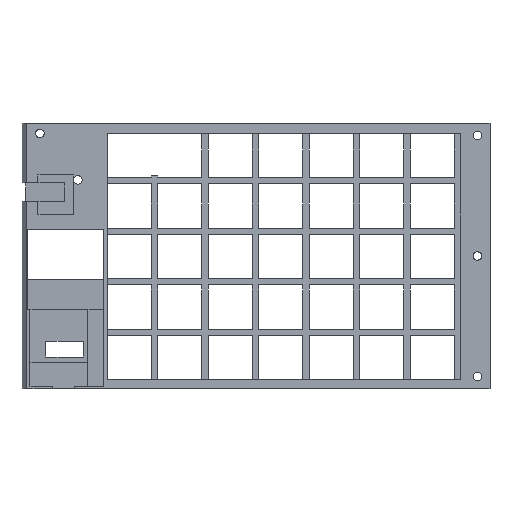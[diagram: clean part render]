
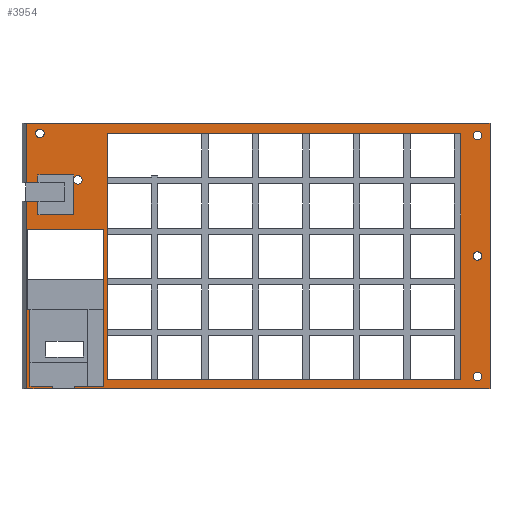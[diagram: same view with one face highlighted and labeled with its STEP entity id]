
A CAD part, front view. The second image highlights one B-rep face of the part: STEP entity #3954.
In plain terms, the highlighted planar face has unit normal (0, -1, 0).
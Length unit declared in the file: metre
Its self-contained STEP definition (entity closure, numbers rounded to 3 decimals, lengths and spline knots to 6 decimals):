
#22=CIRCLE('',#4151,0.0016);
#23=CIRCLE('',#4152,0.0016);
#24=CIRCLE('',#4153,0.0016);
#25=CIRCLE('',#4154,0.0016);
#26=CIRCLE('',#4155,0.0016);
#38=ORIENTED_EDGE('',*,*,#1188,.T.);
#39=ORIENTED_EDGE('',*,*,#1189,.T.);
#40=ORIENTED_EDGE('',*,*,#1190,.F.);
#41=ORIENTED_EDGE('',*,*,#1191,.F.);
#42=ORIENTED_EDGE('',*,*,#1192,.T.);
#43=ORIENTED_EDGE('',*,*,#1193,.T.);
#44=ORIENTED_EDGE('',*,*,#1194,.T.);
#45=ORIENTED_EDGE('',*,*,#1195,.T.);
#46=ORIENTED_EDGE('',*,*,#1196,.F.);
#47=ORIENTED_EDGE('',*,*,#1197,.T.);
#48=ORIENTED_EDGE('',*,*,#1198,.F.);
#49=ORIENTED_EDGE('',*,*,#1199,.T.);
#50=ORIENTED_EDGE('',*,*,#1200,.F.);
#51=ORIENTED_EDGE('',*,*,#1201,.F.);
#52=ORIENTED_EDGE('',*,*,#1202,.F.);
#53=ORIENTED_EDGE('',*,*,#1203,.T.);
#54=ORIENTED_EDGE('',*,*,#1204,.F.);
#55=ORIENTED_EDGE('',*,*,#1205,.F.);
#56=ORIENTED_EDGE('',*,*,#1206,.F.);
#57=ORIENTED_EDGE('',*,*,#1207,.F.);
#58=ORIENTED_EDGE('',*,*,#1208,.T.);
#59=ORIENTED_EDGE('',*,*,#1209,.T.);
#60=ORIENTED_EDGE('',*,*,#1210,.F.);
#61=ORIENTED_EDGE('',*,*,#1211,.T.);
#62=ORIENTED_EDGE('',*,*,#1212,.F.);
#63=ORIENTED_EDGE('',*,*,#1213,.T.);
#64=ORIENTED_EDGE('',*,*,#1214,.F.);
#65=ORIENTED_EDGE('',*,*,#1215,.T.);
#66=ORIENTED_EDGE('',*,*,#1216,.F.);
#67=ORIENTED_EDGE('',*,*,#1217,.F.);
#68=ORIENTED_EDGE('',*,*,#1218,.F.);
#69=ORIENTED_EDGE('',*,*,#1219,.F.);
#1188=EDGE_CURVE('',#1763,#1764,#2149,.T.);
#1189=EDGE_CURVE('',#1764,#1765,#2150,.T.);
#1190=EDGE_CURVE('',#1766,#1765,#2151,.T.);
#1191=EDGE_CURVE('',#1763,#1766,#2152,.T.);
#1192=EDGE_CURVE('',#1767,#1767,#22,.T.);
#1193=EDGE_CURVE('',#1768,#1768,#23,.T.);
#1194=EDGE_CURVE('',#1769,#1769,#24,.T.);
#1195=EDGE_CURVE('',#1770,#1770,#25,.T.);
#1196=EDGE_CURVE('',#1771,#1772,#2153,.T.);
#1197=EDGE_CURVE('',#1771,#1773,#2154,.T.);
#1198=EDGE_CURVE('',#1774,#1773,#2155,.T.);
#1199=EDGE_CURVE('',#1774,#1775,#2156,.T.);
#1200=EDGE_CURVE('',#1776,#1775,#2157,.T.);
#1201=EDGE_CURVE('',#1777,#1776,#2158,.T.);
#1202=EDGE_CURVE('',#1778,#1777,#2159,.T.);
#1203=EDGE_CURVE('',#1778,#1779,#2160,.T.);
#1204=EDGE_CURVE('',#1780,#1779,#2161,.T.);
#1205=EDGE_CURVE('',#1781,#1780,#2162,.T.);
#1206=EDGE_CURVE('',#1782,#1781,#2163,.T.);
#1207=EDGE_CURVE('',#1783,#1782,#2164,.T.);
#1208=EDGE_CURVE('',#1783,#1784,#2165,.T.);
#1209=EDGE_CURVE('',#1784,#1785,#2166,.T.);
#1210=EDGE_CURVE('',#1786,#1785,#2167,.T.);
#1211=EDGE_CURVE('',#1786,#1787,#2168,.T.);
#1212=EDGE_CURVE('',#1788,#1787,#2169,.T.);
#1213=EDGE_CURVE('',#1788,#1789,#2170,.T.);
#1214=EDGE_CURVE('',#1790,#1789,#2171,.T.);
#1215=EDGE_CURVE('',#1790,#1791,#26,.T.);
#1216=EDGE_CURVE('',#1792,#1791,#2172,.T.);
#1217=EDGE_CURVE('',#1793,#1792,#2173,.T.);
#1218=EDGE_CURVE('',#1794,#1793,#2174,.T.);
#1219=EDGE_CURVE('',#1772,#1794,#2175,.T.);
#1763=VERTEX_POINT('',#5311);
#1764=VERTEX_POINT('',#5312);
#1765=VERTEX_POINT('',#5314);
#1766=VERTEX_POINT('',#5316);
#1767=VERTEX_POINT('',#5319);
#1768=VERTEX_POINT('',#5321);
#1769=VERTEX_POINT('',#5323);
#1770=VERTEX_POINT('',#5325);
#1771=VERTEX_POINT('',#5327);
#1772=VERTEX_POINT('',#5328);
#1773=VERTEX_POINT('',#5330);
#1774=VERTEX_POINT('',#5332);
#1775=VERTEX_POINT('',#5334);
#1776=VERTEX_POINT('',#5336);
#1777=VERTEX_POINT('',#5338);
#1778=VERTEX_POINT('',#5340);
#1779=VERTEX_POINT('',#5342);
#1780=VERTEX_POINT('',#5344);
#1781=VERTEX_POINT('',#5346);
#1782=VERTEX_POINT('',#5348);
#1783=VERTEX_POINT('',#5350);
#1784=VERTEX_POINT('',#5352);
#1785=VERTEX_POINT('',#5354);
#1786=VERTEX_POINT('',#5356);
#1787=VERTEX_POINT('',#5358);
#1788=VERTEX_POINT('',#5360);
#1789=VERTEX_POINT('',#5362);
#1790=VERTEX_POINT('',#5364);
#1791=VERTEX_POINT('',#5366);
#1792=VERTEX_POINT('',#5368);
#1793=VERTEX_POINT('',#5370);
#1794=VERTEX_POINT('',#5372);
#2149=LINE('',#5310,#2708);
#2150=LINE('',#5313,#2709);
#2151=LINE('',#5315,#2710);
#2152=LINE('',#5317,#2711);
#2153=LINE('',#5326,#2712);
#2154=LINE('',#5329,#2713);
#2155=LINE('',#5331,#2714);
#2156=LINE('',#5333,#2715);
#2157=LINE('',#5335,#2716);
#2158=LINE('',#5337,#2717);
#2159=LINE('',#5339,#2718);
#2160=LINE('',#5341,#2719);
#2161=LINE('',#5343,#2720);
#2162=LINE('',#5345,#2721);
#2163=LINE('',#5347,#2722);
#2164=LINE('',#5349,#2723);
#2165=LINE('',#5351,#2724);
#2166=LINE('',#5353,#2725);
#2167=LINE('',#5355,#2726);
#2168=LINE('',#5357,#2727);
#2169=LINE('',#5359,#2728);
#2170=LINE('',#5361,#2729);
#2171=LINE('',#5363,#2730);
#2172=LINE('',#5367,#2731);
#2173=LINE('',#5369,#2732);
#2174=LINE('',#5371,#2733);
#2175=LINE('',#5373,#2734);
#2708=VECTOR('',#4353,1.);
#2709=VECTOR('',#4354,1.);
#2710=VECTOR('',#4355,1.);
#2711=VECTOR('',#4356,1.);
#2712=VECTOR('',#4365,1.);
#2713=VECTOR('',#4366,1.);
#2714=VECTOR('',#4367,1.);
#2715=VECTOR('',#4368,1.);
#2716=VECTOR('',#4369,1.);
#2717=VECTOR('',#4370,1.);
#2718=VECTOR('',#4371,1.);
#2719=VECTOR('',#4372,1.);
#2720=VECTOR('',#4373,1.);
#2721=VECTOR('',#4374,1.);
#2722=VECTOR('',#4375,1.);
#2723=VECTOR('',#4376,1.);
#2724=VECTOR('',#4377,1.);
#2725=VECTOR('',#4378,1.);
#2726=VECTOR('',#4379,1.);
#2727=VECTOR('',#4380,1.);
#2728=VECTOR('',#4381,1.);
#2729=VECTOR('',#4382,1.);
#2730=VECTOR('',#4383,1.);
#2731=VECTOR('',#4386,1.);
#2732=VECTOR('',#4387,1.);
#2733=VECTOR('',#4388,1.);
#2734=VECTOR('',#4389,1.);
#3267=EDGE_LOOP('',(#38,#39,#40,#41));
#3268=EDGE_LOOP('',(#42));
#3269=EDGE_LOOP('',(#43));
#3270=EDGE_LOOP('',(#44));
#3271=EDGE_LOOP('',(#45));
#3272=EDGE_LOOP('',(#46,#47,#48,#49,#50,#51,#52,#53,#54,#55,#56,#57,#58,
#59,#60,#61,#62,#63,#64,#65,#66,#67,#68,#69));
#3524=FACE_BOUND('',#3267,.T.);
#3525=FACE_BOUND('',#3268,.T.);
#3526=FACE_BOUND('',#3269,.T.);
#3527=FACE_BOUND('',#3270,.T.);
#3528=FACE_BOUND('',#3271,.T.);
#3529=FACE_BOUND('',#3272,.T.);
#3781=PLANE('',#4150);
#3954=ADVANCED_FACE('',(#3524,#3525,#3526,#3527,#3528,#3529),#3781,.F.);
#4150=AXIS2_PLACEMENT_3D('',#5309,#4351,#4352);
#4151=AXIS2_PLACEMENT_3D('',#5318,#4357,#4358);
#4152=AXIS2_PLACEMENT_3D('',#5320,#4359,#4360);
#4153=AXIS2_PLACEMENT_3D('',#5322,#4361,#4362);
#4154=AXIS2_PLACEMENT_3D('',#5324,#4363,#4364);
#4155=AXIS2_PLACEMENT_3D('',#5365,#4384,#4385);
#4351=DIRECTION('',(0.,1.,0.));
#4352=DIRECTION('',(1.,0.,0.));
#4353=DIRECTION('',(1.,0.,0.));
#4354=DIRECTION('',(0.,0.,-1.));
#4355=DIRECTION('',(1.,0.,0.));
#4356=DIRECTION('',(0.,0.,-1.));
#4357=DIRECTION('',(0.,1.,0.));
#4358=DIRECTION('',(1.,0.,0.));
#4359=DIRECTION('',(0.,1.,0.));
#4360=DIRECTION('',(1.,0.,0.));
#4361=DIRECTION('',(0.,1.,0.));
#4362=DIRECTION('',(1.,0.,0.));
#4363=DIRECTION('',(0.,1.,0.));
#4364=DIRECTION('',(1.,0.,0.));
#4365=DIRECTION('',(0.,0.,1.));
#4366=DIRECTION('',(1.,0.,0.));
#4367=DIRECTION('',(0.,0.,-1.));
#4368=DIRECTION('',(-1.,0.,0.));
#4369=DIRECTION('',(0.,0.,-1.));
#4370=DIRECTION('',(1.,0.,0.));
#4371=DIRECTION('',(0.,0.,-1.));
#4372=DIRECTION('',(1.,0.,0.));
#4373=DIRECTION('',(0.,0.,1.));
#4374=DIRECTION('',(1.,0.,0.));
#4375=DIRECTION('',(0.,0.,1.));
#4376=DIRECTION('',(-1.,0.,0.));
#4377=DIRECTION('',(0.,0.,1.));
#4378=DIRECTION('',(-1.,0.,0.));
#4379=DIRECTION('',(0.,0.,1.));
#4380=DIRECTION('',(1.,0.,0.));
#4381=DIRECTION('',(0.,0.,-1.));
#4382=DIRECTION('',(1.,0.,0.));
#4383=DIRECTION('',(0.,0.,1.));
#4384=DIRECTION('',(0.,1.,0.));
#4385=DIRECTION('',(1.,0.,0.));
#4386=DIRECTION('',(0.,0.,1.));
#4387=DIRECTION('',(1.,0.,0.));
#4388=DIRECTION('',(0.,0.,-1.));
#4389=DIRECTION('',(1.,0.,0.));
#5309=CARTESIAN_POINT('',(0.,0.,0.));
#5310=CARTESIAN_POINT('',(0.009,0.,0.046));
#5311=CARTESIAN_POINT('',(-0.057,0.,0.046));
#5312=CARTESIAN_POINT('',(0.076,0.,0.046));
#5313=CARTESIAN_POINT('',(0.076,0.,0.00025));
#5314=CARTESIAN_POINT('',(0.076,0.,-0.0465));
#5315=CARTESIAN_POINT('',(0.009,0.,-0.0465));
#5316=CARTESIAN_POINT('',(-0.057,0.,-0.0465));
#5317=CARTESIAN_POINT('',(-0.057,0.,0.00025));
#5318=CARTESIAN_POINT('',(0.08225,0.,-0.04525));
#5319=CARTESIAN_POINT('',(0.08385,0.,-0.04525));
#5320=CARTESIAN_POINT('',(0.08225,0.,0.));
#5321=CARTESIAN_POINT('',(0.08385,0.,0.));
#5322=CARTESIAN_POINT('',(0.08225,0.,0.04525));
#5323=CARTESIAN_POINT('',(0.08385,0.,0.04525));
#5324=CARTESIAN_POINT('',(-0.0823,0.,0.0461));
#5325=CARTESIAN_POINT('',(-0.0807,0.,0.0461));
#5326=CARTESIAN_POINT('',(-0.0872,0.,-0.01475));
#5327=CARTESIAN_POINT('',(-0.0872,0.,-0.05));
#5328=CARTESIAN_POINT('',(-0.0872,0.,0.0205));
#5329=CARTESIAN_POINT('',(-0.087,0.,-0.05));
#5330=CARTESIAN_POINT('',(-0.0775,0.,-0.05));
#5331=CARTESIAN_POINT('',(-0.0775,0.,-0.035));
#5332=CARTESIAN_POINT('',(-0.0775,0.,-0.049));
#5333=CARTESIAN_POINT('',(-0.0775,0.,-0.049));
#5334=CARTESIAN_POINT('',(-0.086,0.,-0.049));
#5335=CARTESIAN_POINT('',(-0.086,0.,-0.035));
#5336=CARTESIAN_POINT('',(-0.086,0.,-0.02));
#5337=CARTESIAN_POINT('',(-0.087,0.,-0.02));
#5338=CARTESIAN_POINT('',(-0.087,0.,-0.02));
#5339=CARTESIAN_POINT('',(-0.087,0.,-0.035));
#5340=CARTESIAN_POINT('',(-0.087,0.,0.01));
#5341=CARTESIAN_POINT('',(-0.072,0.,0.01));
#5342=CARTESIAN_POINT('',(-0.0582,0.,0.01));
#5343=CARTESIAN_POINT('',(-0.0582,0.,-0.05));
#5344=CARTESIAN_POINT('',(-0.0582,0.,-0.049));
#5345=CARTESIAN_POINT('',(-0.0642,0.,-0.049));
#5346=CARTESIAN_POINT('',(-0.0692,0.,-0.049));
#5347=CARTESIAN_POINT('',(-0.0692,0.,-0.05));
#5348=CARTESIAN_POINT('',(-0.0692,0.,-0.05));
#5349=CARTESIAN_POINT('',(0.,0.,-0.05));
#5350=CARTESIAN_POINT('',(0.087,0.,-0.05));
#5351=CARTESIAN_POINT('',(0.087,0.,0.));
#5352=CARTESIAN_POINT('',(0.087,0.,0.05));
#5353=CARTESIAN_POINT('',(0.,0.,0.05));
#5354=CARTESIAN_POINT('',(-0.0872,0.,0.05));
#5355=CARTESIAN_POINT('',(-0.0872,0.,0.03875));
#5356=CARTESIAN_POINT('',(-0.0872,0.,0.0275));
#5357=CARTESIAN_POINT('',(-0.08,0.,0.0275));
#5358=CARTESIAN_POINT('',(-0.083,0.,0.0275));
#5359=CARTESIAN_POINT('',(-0.083,0.,0.029));
#5360=CARTESIAN_POINT('',(-0.083,0.,0.0305));
#5361=CARTESIAN_POINT('',(-0.07825,0.,0.0305));
#5362=CARTESIAN_POINT('',(-0.0695,0.,0.0305));
#5363=CARTESIAN_POINT('',(-0.0695,0.,0.023));
#5364=CARTESIAN_POINT('',(-0.0695,0.,0.029157));
#5365=CARTESIAN_POINT('',(-0.068,0.,0.0286));
#5366=CARTESIAN_POINT('',(-0.0695,0.,0.028043));
#5367=CARTESIAN_POINT('',(-0.0695,0.,0.023));
#5368=CARTESIAN_POINT('',(-0.0695,0.,0.0155));
#5369=CARTESIAN_POINT('',(-0.07825,0.,0.0155));
#5370=CARTESIAN_POINT('',(-0.083,0.,0.0155));
#5371=CARTESIAN_POINT('',(-0.083,0.,0.018));
#5372=CARTESIAN_POINT('',(-0.083,0.,0.0205));
#5373=CARTESIAN_POINT('',(-0.08,0.,0.0205));
